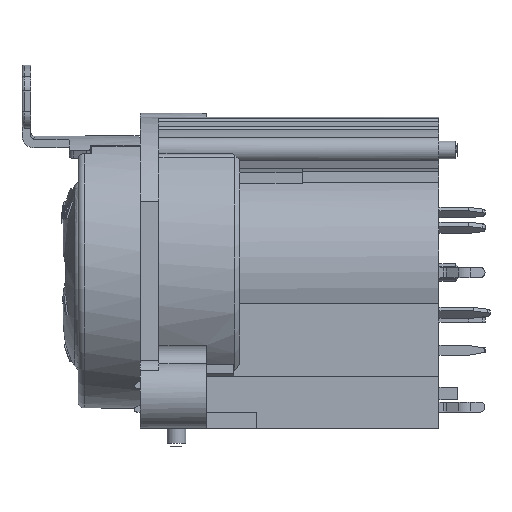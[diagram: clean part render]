
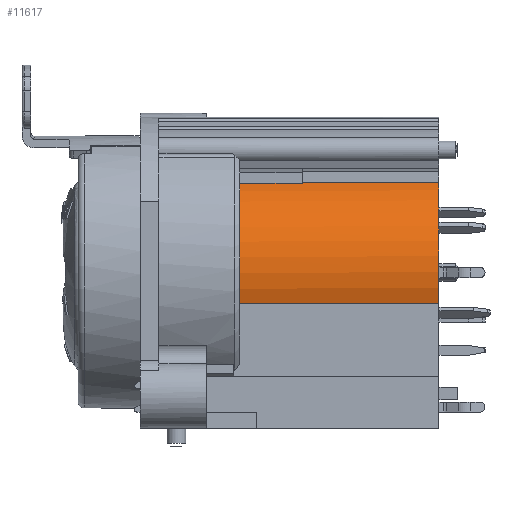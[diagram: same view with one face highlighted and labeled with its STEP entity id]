
A CAD part, left-side view. The second image highlights one B-rep face of the part: STEP entity #11617.
In plain terms, the highlighted cylindrical face has radius 8.004 mm (diameter 16.008 mm), a partial arc.
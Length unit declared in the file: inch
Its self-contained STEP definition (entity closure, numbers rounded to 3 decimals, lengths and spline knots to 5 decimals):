
#191=CYLINDRICAL_SURFACE('',#12345,0.31511);
#754=FACE_OUTER_BOUND('',#1402,.T.);
#1402=EDGE_LOOP('',(#7809,#7810,#7811,#7812,#7813,#7814));
#2526=CIRCLE('',#12346,0.31511);
#2527=CIRCLE('',#12347,0.31511);
#2528=CIRCLE('',#12348,0.31511);
#2887=LINE('',#16064,#3877);
#2889=LINE('',#16071,#3879);
#2890=LINE('',#16075,#3880);
#3877=VECTOR('',#13374,0.3937);
#3879=VECTOR('',#13380,0.3937);
#3880=VECTOR('',#13385,0.3937);
#4893=VERTEX_POINT('',#16061);
#4894=VERTEX_POINT('',#16063);
#4895=VERTEX_POINT('',#16067);
#4896=VERTEX_POINT('',#16068);
#4897=VERTEX_POINT('',#16070);
#4898=VERTEX_POINT('',#16073);
#6041=EDGE_CURVE('',#4894,#4893,#2887,.T.);
#6043=EDGE_CURVE('',#4895,#4896,#2526,.T.);
#6044=EDGE_CURVE('',#4897,#4895,#2889,.T.);
#6045=EDGE_CURVE('',#4894,#4897,#2527,.T.);
#6046=EDGE_CURVE('',#4898,#4893,#2528,.T.);
#6047=EDGE_CURVE('',#4896,#4898,#2890,.T.);
#7809=ORIENTED_EDGE('',*,*,#6043,.F.);
#7810=ORIENTED_EDGE('',*,*,#6044,.F.);
#7811=ORIENTED_EDGE('',*,*,#6045,.F.);
#7812=ORIENTED_EDGE('',*,*,#6041,.T.);
#7813=ORIENTED_EDGE('',*,*,#6046,.F.);
#7814=ORIENTED_EDGE('',*,*,#6047,.F.);
#11617=ADVANCED_FACE('',(#754),#191,.T.);
#12345=AXIS2_PLACEMENT_3D('',#16066,#13376,#13377);
#12346=AXIS2_PLACEMENT_3D('',#16069,#13378,#13379);
#12347=AXIS2_PLACEMENT_3D('',#16072,#13381,#13382);
#12348=AXIS2_PLACEMENT_3D('',#16074,#13383,#13384);
#13374=DIRECTION('',(0.,1.,0.));
#13376=DIRECTION('center_axis',(0.,1.,0.));
#13377=DIRECTION('ref_axis',(-0.918,0.,0.397));
#13378=DIRECTION('center_axis',(0.,1.,0.));
#13379=DIRECTION('ref_axis',(1.,0.,0.));
#13380=DIRECTION('',(0.,1.,0.));
#13381=DIRECTION('center_axis',(0.,-1.,0.));
#13382=DIRECTION('ref_axis',(1.,0.,0.));
#13383=DIRECTION('center_axis',(0.,1.,0.));
#13384=DIRECTION('ref_axis',(1.,0.,0.));
#13385=DIRECTION('',(0.,-1.,0.));
#16061=CARTESIAN_POINT('',(-0.11261,-0.64152,0.88107));
#16063=CARTESIAN_POINT('',(-0.11261,-1.07431,0.88107));
#16064=CARTESIAN_POINT('',(-0.11261,-1.07431,0.88107));
#16066=CARTESIAN_POINT('Origin',(0.02005,-1.07431,0.59525));
#16067=CARTESIAN_POINT('',(-0.2791,-0.44467,0.49624));
#16068=CARTESIAN_POINT('',(-0.11931,-0.44467,0.87787));
#16069=CARTESIAN_POINT('Origin',(0.02005,-0.44467,
0.59525));
#16070=CARTESIAN_POINT('',(-0.2791,-1.07431,0.49624));
#16071=CARTESIAN_POINT('',(-0.2791,-1.07431,0.49624));
#16072=CARTESIAN_POINT('Origin',(0.02005,-1.07431,0.59525));
#16073=CARTESIAN_POINT('',(-0.11931,-0.64152,0.87787));
#16074=CARTESIAN_POINT('Origin',(0.02005,-0.64152,
0.59525));
#16075=CARTESIAN_POINT('',(-0.11931,-1.07431,0.87787));
